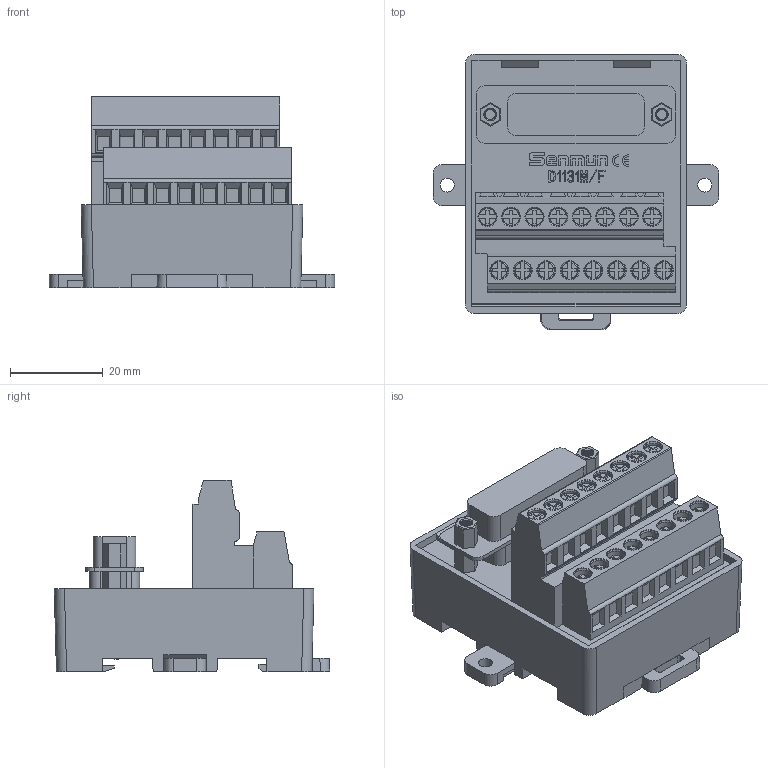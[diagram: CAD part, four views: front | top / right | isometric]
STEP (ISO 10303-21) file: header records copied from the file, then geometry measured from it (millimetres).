
FILE_DESCRIPTION(/* description */ (''),/* implementation_level */ '2;1');
FILE_NAME(/* name */ 'D1131M_F-E.stp',/* time_stamp */ '2024-08-08T16:21:11+08:00',/* author */ (''),/* organization */ (''),/* preprocessor_version */ 'ST-DEVELOPER v14',/* originating_system */ 'SIEMENS PLM Software NX 8.0',/* authorisation */ '');
FILE_SCHEMA (('AUTOMOTIVE_DESIGN { 1 0 10303 214 3 1 1 1 }'));
Length unit declared in the file: millimetre
Products named in the file (1): D1131M_F-E 3D_stp
Bounding box: 61.6 x 59.51 x 41.45 mm (x, y, z)
Volume: 58946.2 mm3; surface area: 17303.9 mm2
Topology: 3 solids, 3 shells, 967 faces, 2582 edges, 1704 vertices
Faces by surface type: plane 767, cylinder 94, torus 48, cone 38, extrusion 12, bspline 8
Full cylindrical faces by diameter (mm): 3 x2, 4.1 x16, 4.13 x16
Entity records: 36580 total; most frequent: CARTESIAN_POINT 11821, ORIENTED_EDGE 5010, DIRECTION 4451, EDGE_CURVE 2505, VECTOR 2023, LINE 2011, VERTEX_POINT 1679, AXIS2_PLACEMENT_3D 1214
